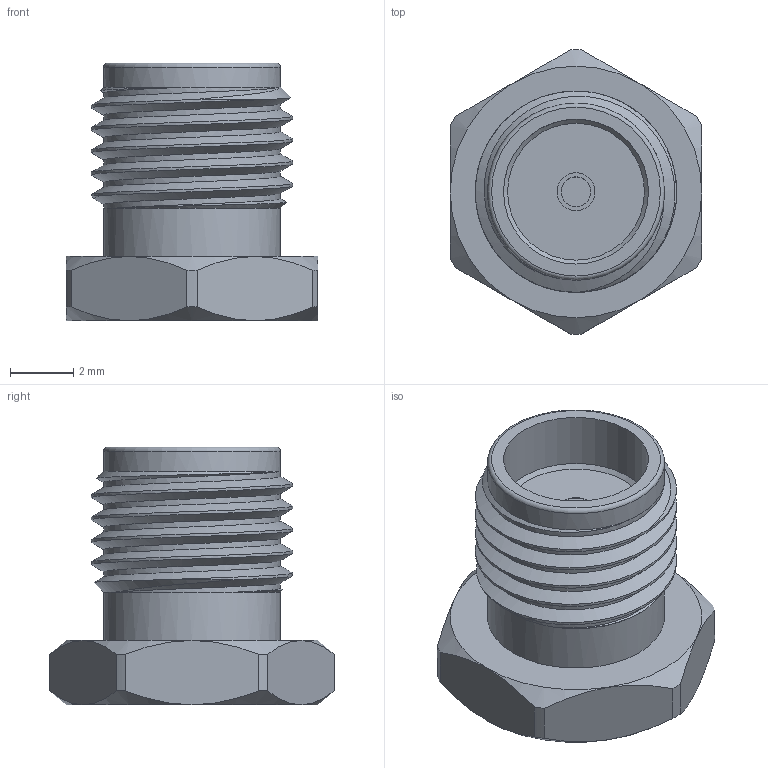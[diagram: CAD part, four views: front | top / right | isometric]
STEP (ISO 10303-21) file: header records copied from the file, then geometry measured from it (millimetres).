
FILE_DESCRIPTION (( 'STEP AP203' ), '1' );
FILE_NAME ('SC2140_3D.step', '2021-08-04T15:43:25', ( '' ), ( '' ), 'SwSTEP 2.0', 'SolidWorks 2021', '' );
FILE_SCHEMA (( 'CONFIG_CONTROL_DESIGN' ));
Length unit declared in the file: inch
Products named in the file (1): SC2140_3D
Bounding box: 7.94 x 8.98 x 8.13 mm (x, y, z)
Volume: 235.5 mm3; surface area: 347.7 mm2
Topology: 1 solids, 1 shells, 43 faces, 94 edges, 57 vertices
Faces by surface type: cone 15, cylinder 12, plane 12, bspline 3, torus 1
Full cylindrical faces by diameter (mm): 0.94 x1, 1.194 x1, 4.572 x1, 5.582 x2
Entity records: 2373 total; most frequent: CARTESIAN_POINT 1453, ORIENTED_EDGE 170, DIRECTION 166, EDGE_CURVE 85, AXIS2_PLACEMENT_3D 77, VERTEX_POINT 55, EDGE_LOOP 54, FACE_OUTER_BOUND 49
